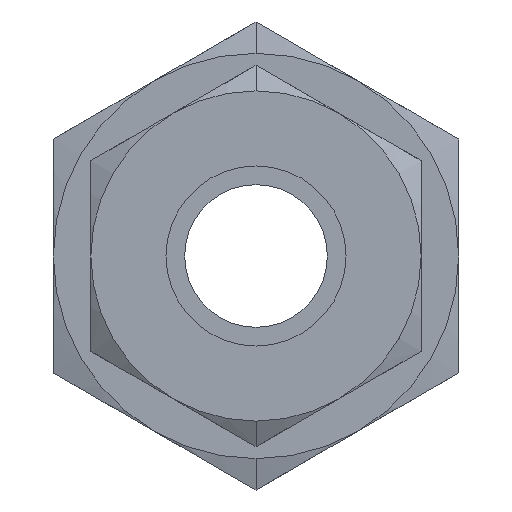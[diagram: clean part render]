
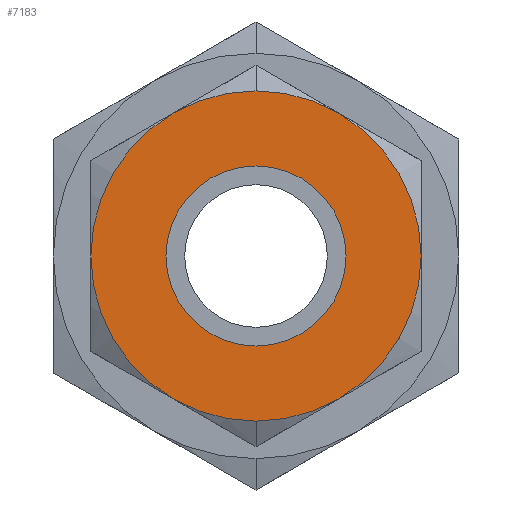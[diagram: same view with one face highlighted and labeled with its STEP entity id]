
A CAD part, left-side view. The second image highlights one B-rep face of the part: STEP entity #7183.
In plain terms, the highlighted planar face has unit normal (-1, 0, 0).
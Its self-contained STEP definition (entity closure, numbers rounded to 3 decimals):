
#11 = EDGE_CURVE ( 'NONE', #1231, #7417, #4421, .T. ) ;
#40 = CARTESIAN_POINT ( 'NONE',  ( 0., 0., 0. ) ) ;
#72 = CARTESIAN_POINT ( 'NONE',  ( 0., 0., 0. ) ) ;
#612 = CARTESIAN_POINT ( 'NONE',  ( 0., 0., 11. ) ) ;
#734 = EDGE_CURVE ( 'NONE', #1681, #4686, #1213, .T. ) ;
#1213 = CIRCLE ( 'NONE', #5497, 11. ) ;
#1231 = VERTEX_POINT ( 'NONE', #1779 ) ;
#1444 = ORIENTED_EDGE ( 'NONE', *, *, #7777, .F. ) ;
#1681 = VERTEX_POINT ( 'NONE', #8394 ) ;
#1779 = CARTESIAN_POINT ( 'NONE',  ( 0., 0., 6. ) ) ;
#2050 = ORIENTED_EDGE ( 'NONE', *, *, #7807, .T. ) ;
#2071 = DIRECTION ( 'NONE',  ( 0., 0., 1. ) ) ;
#2380 = EDGE_LOOP ( 'NONE', ( #1444, #6453 ) ) ;
#2450 = CARTESIAN_POINT ( 'NONE',  ( 0., 0., -6. ) ) ;
#2645 = CARTESIAN_POINT ( 'NONE',  ( 0., 0., 5.5 ) ) ;
#2690 = FACE_OUTER_BOUND ( 'NONE', #2380, .T. ) ;
#3040 = CARTESIAN_POINT ( 'NONE',  ( 0., 0., 0. ) ) ;
#4339 = AXIS2_PLACEMENT_3D ( 'NONE', #8719, #6468, #7143 ) ;
#4421 = CIRCLE ( 'NONE', #4571, 6. ) ;
#4458 = EDGE_LOOP ( 'NONE', ( #2050, #5291 ) ) ;
#4571 = AXIS2_PLACEMENT_3D ( 'NONE', #40, #7978, #2071 ) ;
#4686 = VERTEX_POINT ( 'NONE', #612 ) ;
#5260 = AXIS2_PLACEMENT_3D ( 'NONE', #72, #5438, #6164 ) ;
#5283 = DIRECTION ( 'NONE',  ( 0., 0., -1. ) ) ;
#5291 = ORIENTED_EDGE ( 'NONE', *, *, #11, .T. ) ;
#5399 = AXIS2_PLACEMENT_3D ( 'NONE', #2645, #5602, #6336 ) ;
#5438 = DIRECTION ( 'NONE',  ( 1., 0., 0. ) ) ;
#5497 = AXIS2_PLACEMENT_3D ( 'NONE', #3040, #6733, #5283 ) ;
#5514 = PLANE ( 'NONE',  #5399 ) ;
#5602 = DIRECTION ( 'NONE',  ( -1., 0., 0. ) ) ;
#6164 = DIRECTION ( 'NONE',  ( 0., 0., -1. ) ) ;
#6192 = CIRCLE ( 'NONE', #4339, 11. ) ;
#6336 = DIRECTION ( 'NONE',  ( 0., 0., 1. ) ) ;
#6453 = ORIENTED_EDGE ( 'NONE', *, *, #734, .F. ) ;
#6468 = DIRECTION ( 'NONE',  ( 1., 0., 0. ) ) ;
#6733 = DIRECTION ( 'NONE',  ( 1., 0., 0. ) ) ;
#7143 = DIRECTION ( 'NONE',  ( 0., 0., 1. ) ) ;
#7183 = ADVANCED_FACE ( 'NONE', ( #9183, #2690 ), #5514, .T. ) ;
#7417 = VERTEX_POINT ( 'NONE', #2450 ) ;
#7777 = EDGE_CURVE ( 'NONE', #4686, #1681, #6192, .T. ) ;
#7807 = EDGE_CURVE ( 'NONE', #7417, #1231, #9411, .T. ) ;
#7978 = DIRECTION ( 'NONE',  ( 1., 0., 0. ) ) ;
#8394 = CARTESIAN_POINT ( 'NONE',  ( 0., 0., -11. ) ) ;
#8719 = CARTESIAN_POINT ( 'NONE',  ( 0., 0., 0. ) ) ;
#9183 = FACE_BOUND ( 'NONE', #4458, .T. ) ;
#9411 = CIRCLE ( 'NONE', #5260, 6. ) ;
